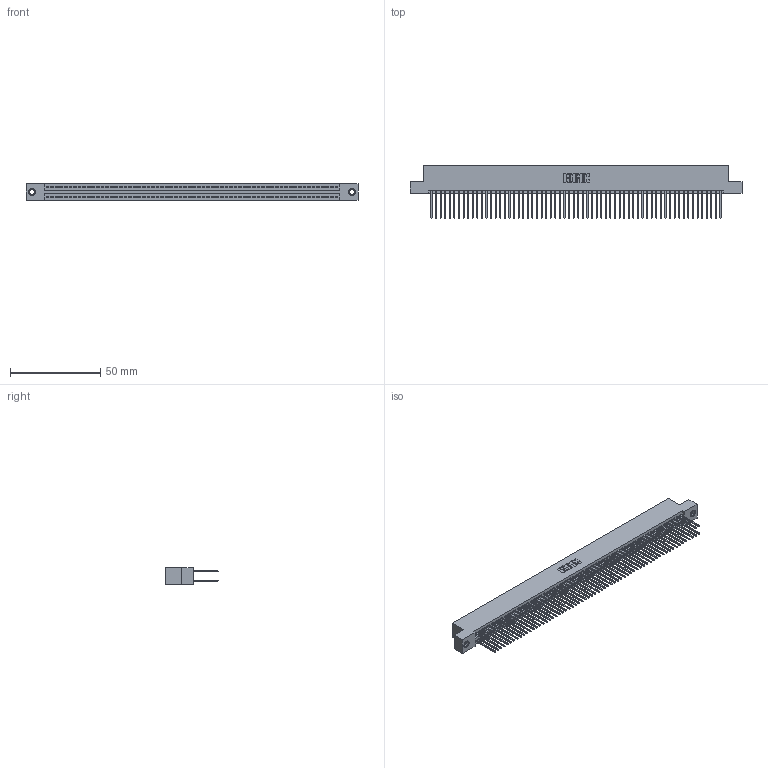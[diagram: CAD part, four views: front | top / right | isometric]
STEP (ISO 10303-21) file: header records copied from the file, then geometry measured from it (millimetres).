
FILE_DESCRIPTION (( 'STEP AP203' ), '1' );
FILE_NAME ('345-128-540-207.STEP', '2018-10-19T19:59:26', ( '' ), ( '' ), 'SwSTEP 2.0', 'SolidWorks 2016', '' );
FILE_SCHEMA (( 'CONFIG_CONTROL_DESIGN' ));
Length unit declared in the file: inch
Products named in the file (4): 345-292-001_345-293-140; 345 Part_Flush Mounting Lugs - 0.156 Dia-TI; 345-250-001_345-250-005-103; 345-128-540-207
Assembly tree (131 placements, depth 2):
  345-128-540-207
    345 Part_Flush Mounting Lugs - 0.156 Dia-TI
    345-292-001_345-293-140  x128
    345-250-001_345-250-005-103  x2
Bounding box: 183.77 x 29.13 x 9.4 mm (x, y, z)
Volume: 18527.5 mm3; surface area: 30091.9 mm2
Topology: 131 solids, 131 shells, 6586 faces, 19549 edges, 12854 vertices
Faces by surface type: plane 4336, cylinder 2234, cone 12, torus 4
Entity records: 48458 total; most frequent: CARTESIAN_POINT 8083, ORIENTED_EDGE 8010, DIRECTION 7127, EDGE_CURVE 4005, LINE 3597, VECTOR 3597, VERTEX_POINT 2664, AXIS2_PLACEMENT_3D 1765
